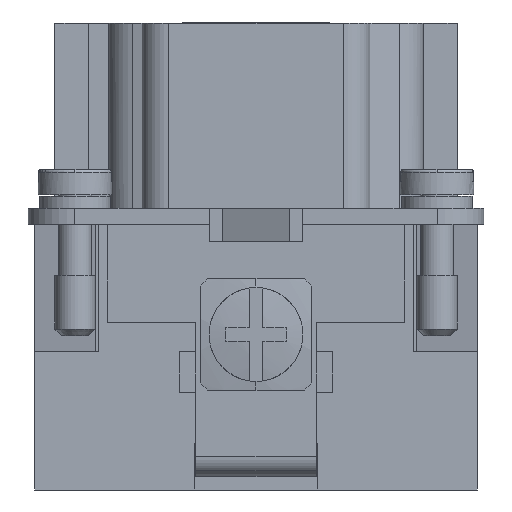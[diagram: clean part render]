
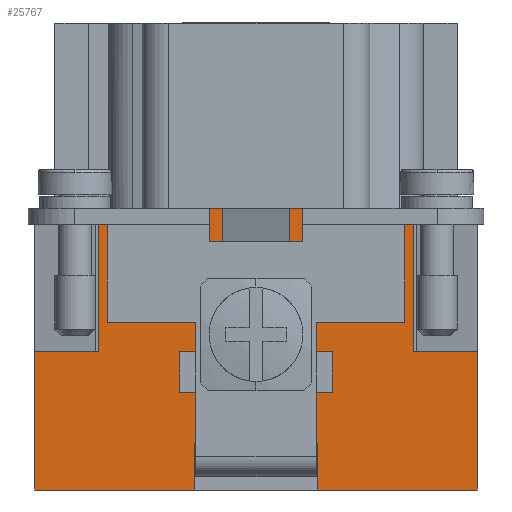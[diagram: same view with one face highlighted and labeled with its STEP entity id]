
A CAD part, left-side view. The second image highlights one B-rep face of the part: STEP entity #25767.
In plain terms, the highlighted planar face has unit normal (-1, 0, 0).
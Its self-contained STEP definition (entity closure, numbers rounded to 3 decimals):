
#12054=CARTESIAN_POINT('',(-21.55,-16.5,10.3));
#12055=VERTEX_POINT('',#12054);
#12062=CARTESIAN_POINT('',(-21.55,-16.5,0.0));
#12063=VERTEX_POINT('',#12062);
#12064=CARTESIAN_POINT('',(-21.55,-16.5,0.0));
#12065=DIRECTION('',(0.0,0.0,1.0));
#12066=VECTOR('',#12065,10.3);
#12067=LINE('',#12064,#12066);
#12068=EDGE_CURVE('',#12063,#12055,#12067,.T.);
#14803=CARTESIAN_POINT('',(-21.55,11.75,21.0));
#14804=VERTEX_POINT('',#14803);
#14811=CARTESIAN_POINT('',(-21.55,10.836,21.0));
#14812=VERTEX_POINT('',#14811);
#14813=CARTESIAN_POINT('',(-21.55,10.836,21.0));
#14814=DIRECTION('',(0.0,1.0,0.0));
#14815=VECTOR('',#14814,0.914);
#14816=LINE('',#14813,#14815);
#14817=EDGE_CURVE('',#14812,#14804,#14816,.T.);
#16231=CARTESIAN_POINT('',(-21.55,-11.75,21.0));
#16232=VERTEX_POINT('',#16231);
#16233=CARTESIAN_POINT('',(-21.55,-11.75,21.0));
#16234=DIRECTION('',(0.0,1.0,0.0));
#16235=VECTOR('',#16234,22.586);
#16236=LINE('',#16233,#16235);
#16237=EDGE_CURVE('',#16232,#14812,#16236,.T.);
#25159=CARTESIAN_POINT('',(-21.55,-11.75,10.3));
#25160=VERTEX_POINT('',#25159);
#25169=CARTESIAN_POINT('',(-21.55,-11.75,10.3));
#25170=DIRECTION('',(0.0,0.0,1.0));
#25171=VECTOR('',#25170,10.7);
#25172=LINE('',#25169,#25171);
#25173=EDGE_CURVE('',#25160,#16232,#25172,.T.);
#25183=CARTESIAN_POINT('',(-21.55,-16.5,10.3));
#25184=DIRECTION('',(0.0,1.0,0.0));
#25185=VECTOR('',#25184,4.75);
#25186=LINE('',#25183,#25185);
#25187=EDGE_CURVE('',#12055,#25160,#25186,.T.);
#25206=CARTESIAN_POINT('',(-21.55,11.75,10.3));
#25207=VERTEX_POINT('',#25206);
#25216=CARTESIAN_POINT('',(-21.55,11.75,21.0));
#25217=DIRECTION('',(0.0,0.0,-1.0));
#25218=VECTOR('',#25217,10.7);
#25219=LINE('',#25216,#25218);
#25220=EDGE_CURVE('',#14804,#25207,#25219,.T.);
#25261=CARTESIAN_POINT('',(-21.55,16.5,10.3));
#25262=VERTEX_POINT('',#25261);
#25263=CARTESIAN_POINT('',(-21.55,11.75,10.3));
#25264=DIRECTION('',(0.0,1.0,0.0));
#25265=VECTOR('',#25264,4.75);
#25266=LINE('',#25263,#25265);
#25267=EDGE_CURVE('',#25207,#25262,#25266,.T.);
#25373=CARTESIAN_POINT('',(-21.55,16.5,0.0));
#25374=VERTEX_POINT('',#25373);
#25381=CARTESIAN_POINT('',(-21.55,16.5,0.0));
#25382=DIRECTION('',(0.0,0.0,1.0));
#25383=VECTOR('',#25382,10.3);
#25384=LINE('',#25381,#25383);
#25385=EDGE_CURVE('',#25374,#25262,#25384,.T.);
#25495=CARTESIAN_POINT('',(-21.55,-4.55,3.5));
#25496=VERTEX_POINT('',#25495);
#25513=CARTESIAN_POINT('',(-21.55,-4.55,0.0));
#25514=VERTEX_POINT('',#25513);
#25521=CARTESIAN_POINT('',(-21.55,-4.55,3.5));
#25522=DIRECTION('',(0.0,0.0,-1.0));
#25523=VECTOR('',#25522,3.5);
#25524=LINE('',#25521,#25523);
#25525=EDGE_CURVE('',#25496,#25514,#25524,.T.);
#25690=CARTESIAN_POINT('',(-21.55,4.55,3.5));
#25691=VERTEX_POINT('',#25690);
#25698=CARTESIAN_POINT('',(-21.55,4.55,0.0));
#25699=VERTEX_POINT('',#25698);
#25700=CARTESIAN_POINT('',(-21.55,4.55,0.0));
#25701=DIRECTION('',(0.0,0.0,1.0));
#25702=VECTOR('',#25701,3.5);
#25703=LINE('',#25700,#25702);
#25704=EDGE_CURVE('',#25699,#25691,#25703,.T.);
#25722=CARTESIAN_POINT('',(-21.55,4.55,3.5));
#25723=DIRECTION('',(0.0,-1.0,0.0));
#25724=VECTOR('',#25723,9.1);
#25725=LINE('',#25722,#25724);
#25726=EDGE_CURVE('',#25691,#25496,#25725,.T.);
#25737=CARTESIAN_POINT('',(-21.55,-16.5,0.0));
#25738=DIRECTION('',(-1.0,0.0,0.0));
#25739=DIRECTION('',(0.0,0.0,1.0));
#25740=AXIS2_PLACEMENT_3D('',#25737,#25738,#25739);
#25741=PLANE('',#25740);
#25742=ORIENTED_EDGE('',*,*,#25173,.T.);
#25743=ORIENTED_EDGE('',*,*,#16237,.T.);
#25744=ORIENTED_EDGE('',*,*,#14817,.T.);
#25745=ORIENTED_EDGE('',*,*,#25220,.T.);
#25746=ORIENTED_EDGE('',*,*,#25267,.T.);
#25747=ORIENTED_EDGE('',*,*,#25385,.F.);
#25748=CARTESIAN_POINT('',(-21.55,16.5,0.0));
#25749=DIRECTION('',(0.0,-1.0,0.0));
#25750=VECTOR('',#25749,11.95);
#25751=LINE('',#25748,#25750);
#25752=EDGE_CURVE('',#25374,#25699,#25751,.T.);
#25753=ORIENTED_EDGE('',*,*,#25752,.T.);
#25754=ORIENTED_EDGE('',*,*,#25704,.T.);
#25755=ORIENTED_EDGE('',*,*,#25726,.T.);
#25756=ORIENTED_EDGE('',*,*,#25525,.T.);
#25757=CARTESIAN_POINT('',(-21.55,-4.55,0.0));
#25758=DIRECTION('',(0.0,-1.0,0.0));
#25759=VECTOR('',#25758,11.95);
#25760=LINE('',#25757,#25759);
#25761=EDGE_CURVE('',#25514,#12063,#25760,.T.);
#25762=ORIENTED_EDGE('',*,*,#25761,.T.);
#25763=ORIENTED_EDGE('',*,*,#12068,.T.);
#25764=ORIENTED_EDGE('',*,*,#25187,.T.);
#25765=EDGE_LOOP('',(#25742,#25743,#25744,#25745,#25746,#25747,#25753,#25754,#25755,#25756,#25762,#25763,#25764));
#25766=FACE_OUTER_BOUND('',#25765,.T.);
#25767=ADVANCED_FACE('',(#25766),#25741,.T.);
